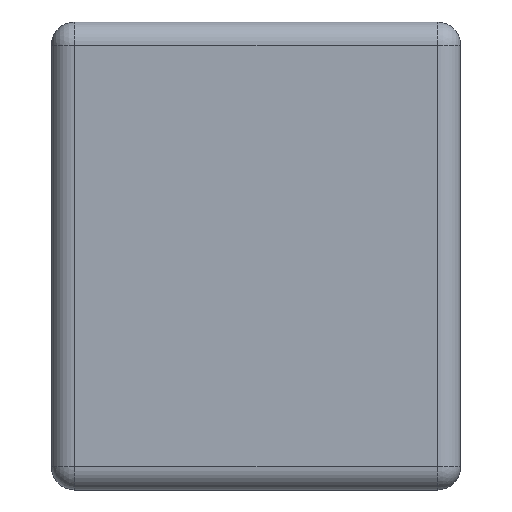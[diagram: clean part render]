
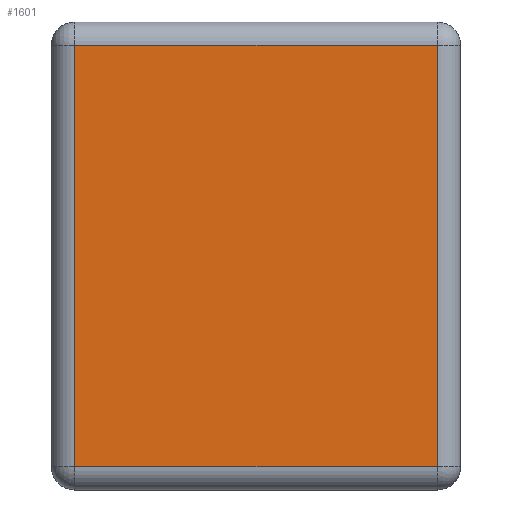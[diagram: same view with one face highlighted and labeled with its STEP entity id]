
A CAD part, left-side view. The second image highlights one B-rep face of the part: STEP entity #1601.
In plain terms, the highlighted planar face has unit normal (-1, 0, 0).
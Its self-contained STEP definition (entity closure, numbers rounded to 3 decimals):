
#46 = LINE ( 'NONE', #1962, #830 ) ;
#136 = ORIENTED_EDGE ( 'NONE', *, *, #210, .T. ) ;
#205 = VERTEX_POINT ( 'NONE', #260 ) ;
#210 = EDGE_CURVE ( 'NONE', #1425, #975, #1065, .T. ) ;
#211 = ORIENTED_EDGE ( 'NONE', *, *, #1200, .T. ) ;
#260 = CARTESIAN_POINT ( 'NONE',  ( -1.6, 1.32, -0.72 ) ) ;
#346 = DIRECTION ( 'NONE',  ( 0., -1., 0. ) ) ;
#364 = DIRECTION ( 'NONE',  ( 0., 0., -1. ) ) ;
#400 = CARTESIAN_POINT ( 'NONE',  ( -1.6, 0.08, -0.72 ) ) ;
#496 = VECTOR ( 'NONE', #1402, 1000. ) ;
#500 = AXIS2_PLACEMENT_3D ( 'NONE', #544, #1947, #364 ) ;
#544 = CARTESIAN_POINT ( 'NONE',  ( -1.6, 1.4, -0.8 ) ) ;
#628 = CARTESIAN_POINT ( 'NONE',  ( -1.6, 1.32, -0.8 ) ) ;
#695 = DIRECTION ( 'NONE',  ( 0., 1., 0. ) ) ;
#700 = FACE_OUTER_BOUND ( 'NONE', #1184, .T. ) ;
#825 = EDGE_CURVE ( 'NONE', #1101, #205, #1928, .T. ) ;
#830 = VECTOR ( 'NONE', #346, 1000. ) ;
#975 = VERTEX_POINT ( 'NONE', #1031 ) ;
#1031 = CARTESIAN_POINT ( 'NONE',  ( -1.6, 0.08, 0.72 ) ) ;
#1065 = LINE ( 'NONE', #1720, #496 ) ;
#1101 = VERTEX_POINT ( 'NONE', #1271 ) ;
#1184 = EDGE_LOOP ( 'NONE', ( #1760, #211, #136, #1984 ) ) ;
#1200 = EDGE_CURVE ( 'NONE', #205, #1425, #46, .T. ) ;
#1242 = EDGE_CURVE ( 'NONE', #975, #1101, #1952, .T. ) ;
#1271 = CARTESIAN_POINT ( 'NONE',  ( -1.6, 1.32, 0.72 ) ) ;
#1402 = DIRECTION ( 'NONE',  ( 0., 0., 1. ) ) ;
#1425 = VERTEX_POINT ( 'NONE', #400 ) ;
#1465 = PLANE ( 'NONE',  #500 ) ;
#1506 = VECTOR ( 'NONE', #695, 1000. ) ;
#1601 = ADVANCED_FACE ( 'NONE', ( #700 ), #1465, .F. ) ;
#1639 = VECTOR ( 'NONE', #1787, 1000. ) ;
#1720 = CARTESIAN_POINT ( 'NONE',  ( -1.6, 0.08, -0.8 ) ) ;
#1760 = ORIENTED_EDGE ( 'NONE', *, *, #825, .T. ) ;
#1787 = DIRECTION ( 'NONE',  ( 0., 0., -1. ) ) ;
#1812 = CARTESIAN_POINT ( 'NONE',  ( -1.6, 1.4, 0.72 ) ) ;
#1928 = LINE ( 'NONE', #628, #1639 ) ;
#1947 = DIRECTION ( 'NONE',  ( 1., 0., 0. ) ) ;
#1952 = LINE ( 'NONE', #1812, #1506 ) ;
#1962 = CARTESIAN_POINT ( 'NONE',  ( -1.6, 1.4, -0.72 ) ) ;
#1984 = ORIENTED_EDGE ( 'NONE', *, *, #1242, .T. ) ;
